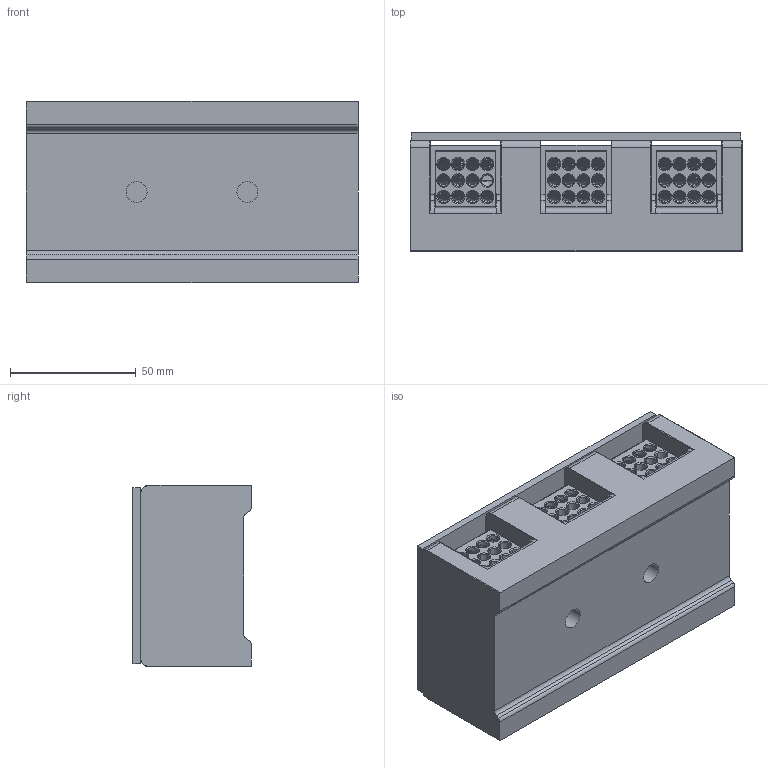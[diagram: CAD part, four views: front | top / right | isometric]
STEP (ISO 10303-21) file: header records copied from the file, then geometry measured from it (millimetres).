
FILE_DESCRIPTION((''),'2;1');
FILE_NAME('UDJ-2003_12_6','2024-07-04T',('dell'),(''),'PRO/ENGINEER BY PARAMETRIC TECHNOLOGY CORPORATION, 2013230','PRO/ENGINEER BY PARAMETRIC TECHNOLOGY CORPORATION, 2013230','');
FILE_SCHEMA(('AUTOMOTIVE_DESIGN { 1 0 10303 214 1 1 1 1 }'));
Products named in the file (1): UDJ-2003_12_6
Bounding box: 132 x 47 x 72 mm (x, y, z)
Volume: 300285.7 mm3; surface area: 94717.8 mm2
Topology: 2 solids, 29 shells, 3653 faces, 10685 edges, 6961 vertices
Faces by surface type: plane 1502, bspline 922, cylinder 679, cone 398, sphere 117, torus 28, extrusion 7
Entity records: 170015 total; most frequent: CARTESIAN_POINT 82098, ORIENTED_EDGE 21006, DIRECTION 14325, EDGE_CURVE 10503, VERTEX_POINT 6961, AXIS2_PLACEMENT_3D 4847, VECTOR 4631, LINE 4624
